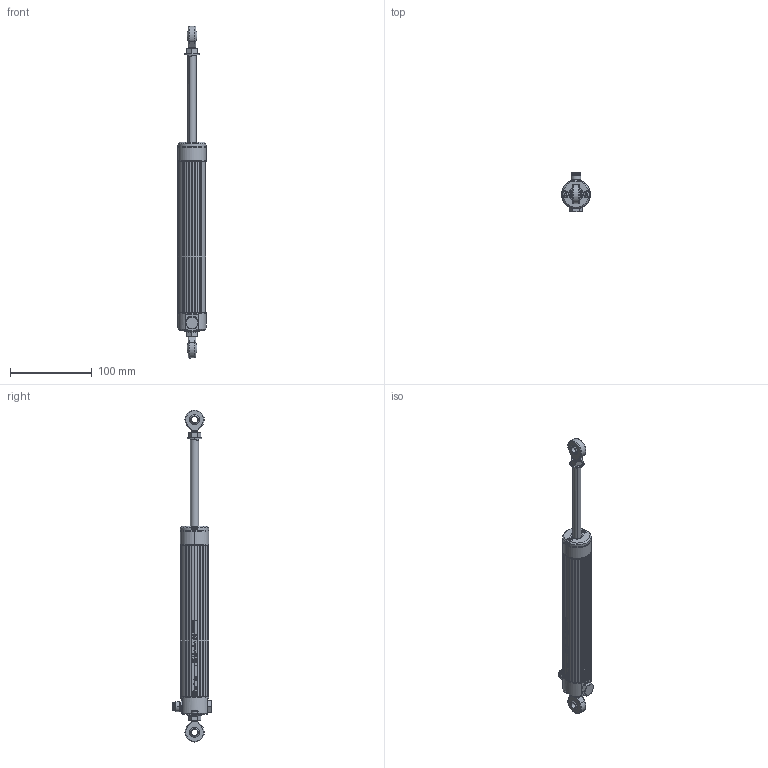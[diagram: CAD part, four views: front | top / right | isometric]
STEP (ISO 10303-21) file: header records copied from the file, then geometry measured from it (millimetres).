
FILE_DESCRIPTION (( 'STEP AP214' ), '1' );
FILE_NAME ('LWX-0100-003-101_extended.STEP', '2014-07-02T12:04:34', ( 'dummy' ), ( 'Microsoft' ), 'SwSTEP 2.0', 'SolidWorks 2013', '' );
FILE_SCHEMA (( 'AUTOMOTIVE_DESIGN' ));
Length unit declared in the file: millimetre
Products named in the file (1): LWX-0100-003-101_extended
Bounding box: 35 x 48.9 x 406.91 mm (x, y, z)
Surface area: 44650.4 mm2 (no closed solid volume)
Topology: 0 solids, 93 shells, 557 faces, 3313 edges, 2810 vertices
Faces by surface type: plane 234, cylinder 204, cone 55, torus 31, bspline 17, sphere 16
Entity records: 47199 total; most frequent: CARTESIAN_POINT 17137, ORIENTED_EDGE 4447, DIRECTION 4422, EDGE_CURVE 3313, VERTEX_POINT 2810, LINE 1584, VECTOR 1584, AXIS2_PLACEMENT_3D 1419
